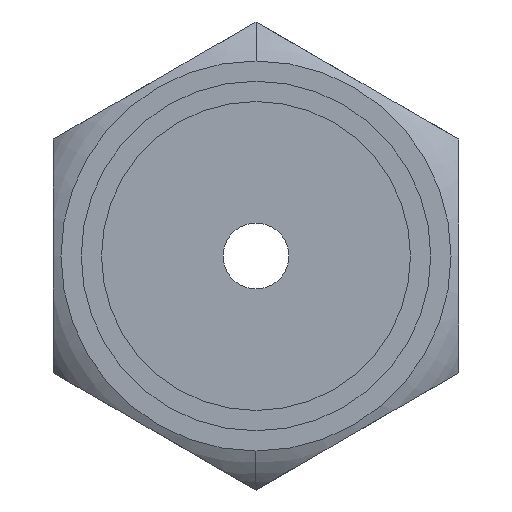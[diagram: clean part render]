
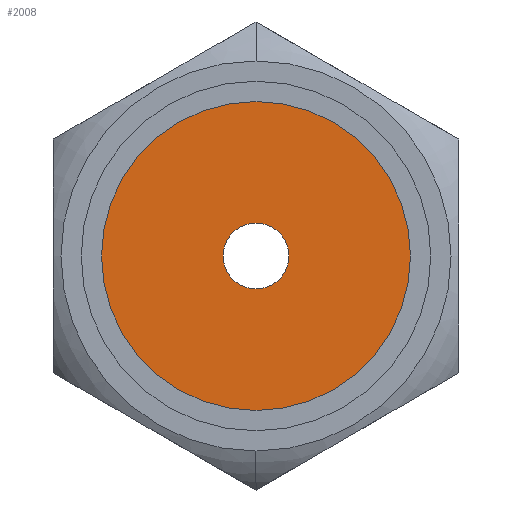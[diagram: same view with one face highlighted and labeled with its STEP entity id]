
A CAD part, left-side view. The second image highlights one B-rep face of the part: STEP entity #2008.
In plain terms, the highlighted planar face has unit normal (-1, 0, 0).
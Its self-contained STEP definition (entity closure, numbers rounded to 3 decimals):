
#49 = DIRECTION ( 'NONE',  ( 0., 0., 1. ) ) ;
#57 = CARTESIAN_POINT ( 'NONE',  ( -9.6, 0., 0. ) ) ;
#64 = FACE_OUTER_BOUND ( 'NONE', #248, .T. ) ;
#129 = EDGE_LOOP ( 'NONE', ( #1510, #980 ) ) ;
#160 = AXIS2_PLACEMENT_3D ( 'NONE', #1282, #201, #49 ) ;
#185 = CARTESIAN_POINT ( 'NONE',  ( -9.6, 0., 0.65 ) ) ;
#195 = CARTESIAN_POINT ( 'NONE',  ( -9.6, 0., 3.05 ) ) ;
#201 = DIRECTION ( 'NONE',  ( -1., 0., 0. ) ) ;
#228 = ORIENTED_EDGE ( 'NONE', *, *, #1549, .T. ) ;
#248 = EDGE_LOOP ( 'NONE', ( #228, #463 ) ) ;
#322 = VERTEX_POINT ( 'NONE', #185 ) ;
#345 = CIRCLE ( 'NONE', #160, 3.05 ) ;
#406 = CARTESIAN_POINT ( 'NONE',  ( -9.6, 0., 0. ) ) ;
#448 = VERTEX_POINT ( 'NONE', #1192 ) ;
#463 = ORIENTED_EDGE ( 'NONE', *, *, #757, .T. ) ;
#521 = DIRECTION ( 'NONE',  ( -1., 0., 0. ) ) ;
#730 = CARTESIAN_POINT ( 'NONE',  ( -9.6, 0., 0. ) ) ;
#757 = EDGE_CURVE ( 'NONE', #448, #902, #1956, .T. ) ;
#816 = EDGE_CURVE ( 'NONE', #322, #1519, #1804, .T. ) ;
#902 = VERTEX_POINT ( 'NONE', #195 ) ;
#937 = AXIS2_PLACEMENT_3D ( 'NONE', #406, #1828, #1348 ) ;
#980 = ORIENTED_EDGE ( 'NONE', *, *, #1937, .F. ) ;
#1192 = CARTESIAN_POINT ( 'NONE',  ( -9.6, 0., -3.05 ) ) ;
#1194 = DIRECTION ( 'NONE',  ( 0., 0., 1. ) ) ;
#1250 = AXIS2_PLACEMENT_3D ( 'NONE', #730, #1964, #1968 ) ;
#1282 = CARTESIAN_POINT ( 'NONE',  ( -9.6, 0., 0. ) ) ;
#1342 = DIRECTION ( 'NONE',  ( -1., 0., 0. ) ) ;
#1348 = DIRECTION ( 'NONE',  ( 0., 0., 1. ) ) ;
#1461 = CARTESIAN_POINT ( 'NONE',  ( -9.6, 0., -0.65 ) ) ;
#1491 = CARTESIAN_POINT ( 'NONE',  ( -9.6, 0., 0. ) ) ;
#1510 = ORIENTED_EDGE ( 'NONE', *, *, #816, .F. ) ;
#1519 = VERTEX_POINT ( 'NONE', #1461 ) ;
#1549 = EDGE_CURVE ( 'NONE', #902, #448, #345, .T. ) ;
#1731 = FACE_BOUND ( 'NONE', #129, .T. ) ;
#1804 = CIRCLE ( 'NONE', #1974, 0.65 ) ;
#1828 = DIRECTION ( 'NONE',  ( -1., 0., 0. ) ) ;
#1920 = PLANE ( 'NONE',  #1992 ) ;
#1937 = EDGE_CURVE ( 'NONE', #1519, #322, #1980, .T. ) ;
#1956 = CIRCLE ( 'NONE', #937, 3.05 ) ;
#1964 = DIRECTION ( 'NONE',  ( -1., 0., 0. ) ) ;
#1968 = DIRECTION ( 'NONE',  ( 0., 0., 1. ) ) ;
#1974 = AXIS2_PLACEMENT_3D ( 'NONE', #1491, #1342, #1978 ) ;
#1978 = DIRECTION ( 'NONE',  ( 0., 0., 1. ) ) ;
#1980 = CIRCLE ( 'NONE', #1250, 0.65 ) ;
#1992 = AXIS2_PLACEMENT_3D ( 'NONE', #57, #521, #1194 ) ;
#2008 = ADVANCED_FACE ( 'NONE', ( #64, #1731 ), #1920, .T. ) ;
